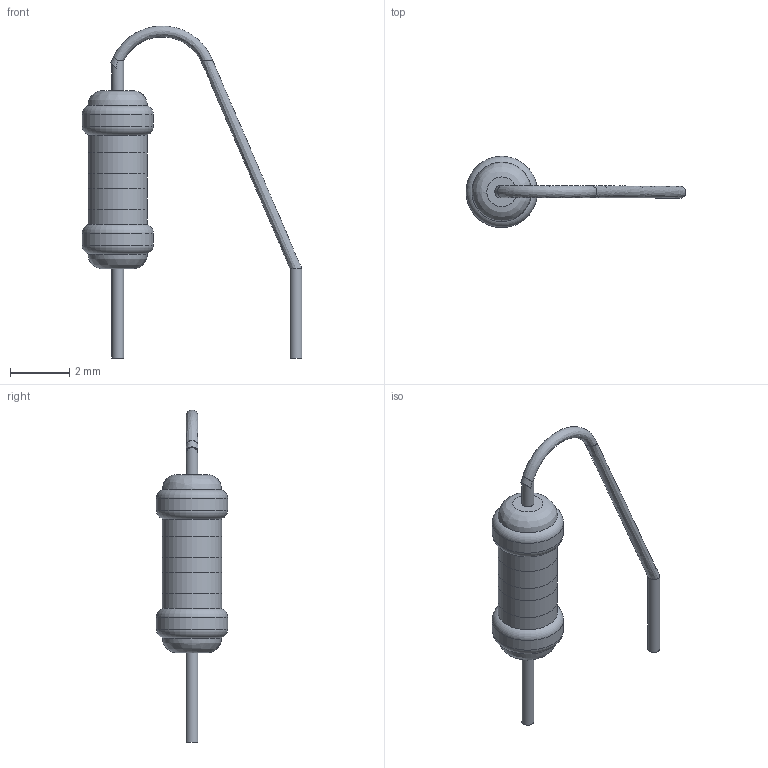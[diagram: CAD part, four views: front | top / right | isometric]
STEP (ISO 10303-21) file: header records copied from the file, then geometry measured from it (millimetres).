
FILE_DESCRIPTION(/* description */ (''),/* implementation_level */ '2;1');
FILE_NAME(/* name */ 'R_TH_250mW_redial.step',/* time_stamp */ '2024-10-22T12:49:30+06:00',/* author */ (''),/* organization */ (''),/* preprocessor_version */ 'ST-DEVELOPER v20',/* originating_system */ 'Autodesk Translation Framework v13.20.0.188',/* authorisation */ '');
FILE_SCHEMA (('AUTOMOTIVE_DESIGN { 1 0 10303 214 3 1 1 }'));
Length unit declared in the file: millimetre
Products named in the file (1): (Unsaved)
Bounding box: 7.4 x 2.4 x 11.17 mm (x, y, z)
Volume: 22.7 mm3; surface area: 118.4 mm2
Topology: 11 solids, 11 shells, 42 faces, 61 edges, 41 vertices
Faces by surface type: plane 23, cylinder 10, bspline 5, torus 4
Full cylindrical faces by diameter (mm): 0.4 x3, 2 x5, 2.4 x2
Entity records: 1114 total; most frequent: CARTESIAN_POINT 272, DIRECTION 186, ORIENTED_EDGE 122, AXIS2_PLACEMENT_3D 88, EDGE_CURVE 61, CIRCLE 47, FACE_OUTER_BOUND 42, EDGE_LOOP 42
